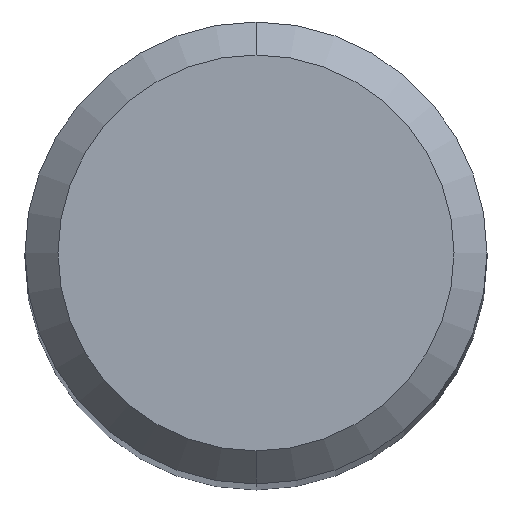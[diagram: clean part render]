
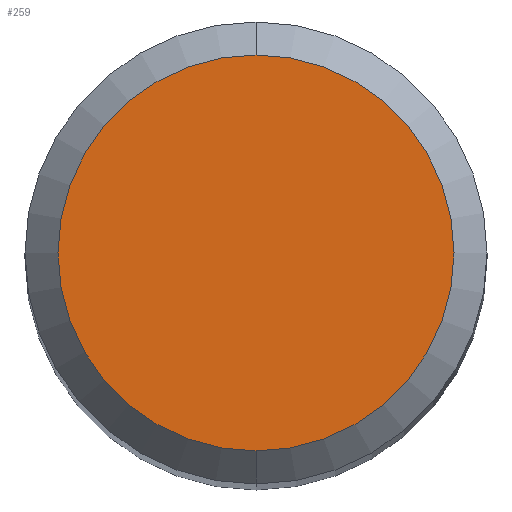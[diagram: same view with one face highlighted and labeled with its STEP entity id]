
A CAD part, top view. The second image highlights one B-rep face of the part: STEP entity #259.
In plain terms, the highlighted planar face has unit normal (0, 0, 1).
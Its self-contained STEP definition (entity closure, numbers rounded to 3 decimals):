
#249=VERTEX_POINT('',#641);
#259=ADVANCED_FACE('',(#652),#653,.T.);
#455=VERTEX_POINT('',#871);
#457=EDGE_CURVE('',#249,#455,#873,.T.);
#531=EDGE_CURVE('',#455,#249,#954,.T.);
#641=CARTESIAN_POINT('',(0.,-1.2,0.0));
#652=FACE_OUTER_BOUND('',#1099,.T.);
#653=PLANE('',#1100);
#871=CARTESIAN_POINT('',(0.0,1.2,0.0));
#873=CIRCLE('',#1503,1.2);
#954=CIRCLE('',#1660,1.2);
#1099=EDGE_LOOP('',(#1850,#1851));
#1100=AXIS2_PLACEMENT_3D('',#1852,#1853,#1854);
#1503=AXIS2_PLACEMENT_3D('',#2098,#2099,#2100);
#1660=AXIS2_PLACEMENT_3D('',#2194,#2195,#2196);
#1850=ORIENTED_EDGE('',*,*,#531,.F.);
#1851=ORIENTED_EDGE('',*,*,#457,.F.);
#1852=CARTESIAN_POINT('',(0.0,0.6,0.0));
#1853=DIRECTION('',(-0.0,0.0,1.0));
#1854=DIRECTION('',(0.0,-1.0,0.0));
#2098=CARTESIAN_POINT('',(0.0,0.0,0.0));
#2099=DIRECTION('',(0.0,0.0,-1.0));
#2100=DIRECTION('',(0.0,1.0,0.0));
#2194=CARTESIAN_POINT('',(0.0,0.0,0.0));
#2195=DIRECTION('',(0.0,0.0,-1.0));
#2196=DIRECTION('',(0.0,1.0,0.0));
